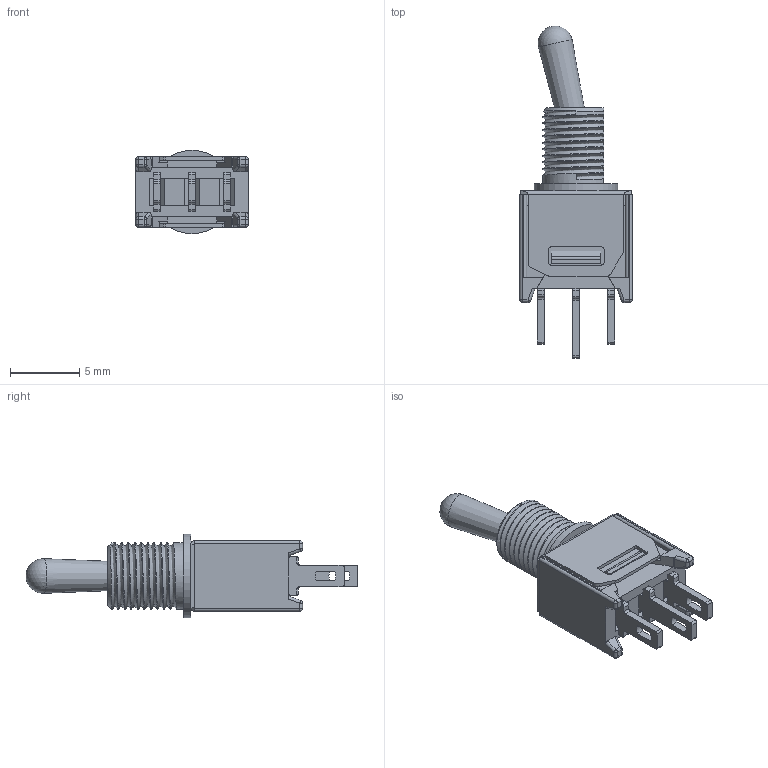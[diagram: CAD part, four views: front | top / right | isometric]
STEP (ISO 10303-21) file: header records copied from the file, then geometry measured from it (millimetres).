
FILE_DESCRIPTION (( 'STEP AP214' ), '1' );
FILE_NAME ('2MS211Q0.STEP', '2016-04-14T08:44:32', ( 'user' ), ( 'Hewlett-Packard Company' ), 'SwSTEP 2.0', 'SolidWorks 2015', '' );
FILE_SCHEMA (( 'AUTOMOTIVE_DESIGN' ));
Length unit declared in the file: millimetre
Products named in the file (7): wbu037_01零件加工用; WHO366; TO001; WTE002; WTE001; ca015; 2MS211Q0
Assembly tree (7 placements, depth 2):
  2MS211Q0
    ca015
    WTE001  x2
    WTE002
    TO001
    WHO366
    wbu037_01零件加工用
Bounding box: 8.1 x 23.93 x 6 mm (x, y, z)
Volume: 278.7 mm3; surface area: 1051.5 mm2
Topology: 7 solids, 7 shells, 401 faces, 1111 edges, 705 vertices
Faces by surface type: plane 207, cylinder 158, sphere 17, bspline 11, cone 7, torus 1
Full cylindrical faces by diameter (mm): 1.3 x1, 2.7 x1, 3 x2, 6 x1
Entity records: 41310 total; most frequent: CARTESIAN_POINT 31893, ORIENTED_EDGE 1940, DIRECTION 1876, EDGE_CURVE 970, LINE 656, VECTOR 656, VERTEX_POINT 630, AXIS2_PLACEMENT_3D 610
